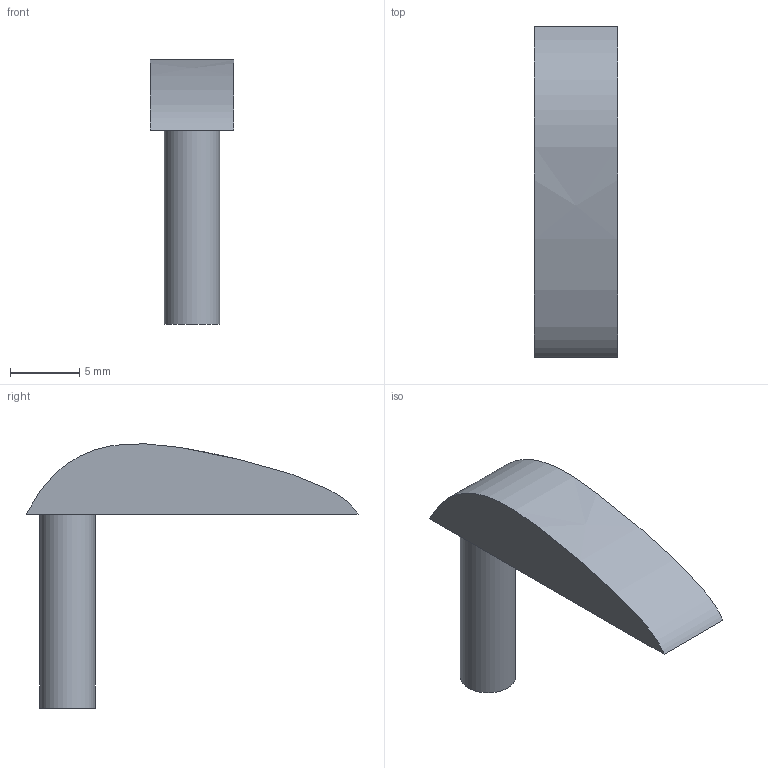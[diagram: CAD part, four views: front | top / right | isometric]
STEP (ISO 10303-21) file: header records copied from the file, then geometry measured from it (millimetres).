
FILE_DESCRIPTION(('FreeCAD Model'),'2;1');
FILE_NAME('Open CASCADE Shape Model','2022-09-04T16:14:17',('Author'),( ''),'Open CASCADE STEP processor 7.5','FreeCAD','Unknown');
FILE_SCHEMA(('AUTOMOTIVE_DESIGN { 1 0 10303 214 1 1 1 1 }'));
Length unit declared in the file: millimetre
Products named in the file (1): Fusion (Mirror #1)001 (Mirror #2)
Bounding box: 6 x 24 x 19.1 mm (x, y, z)
Volume: 694.3 mm3; surface area: 656.3 mm2
Topology: 1 solids, 1 shells, 6 faces, 9 edges, 6 vertices
Faces by surface type: plane 4, extrusion 1, cylinder 1
Full cylindrical faces by diameter (mm): 4 x1
Entity records: 292 total; most frequent: CARTESIAN_POINT 72, DIRECTION 36, VECTOR 20, LINE 19, ORIENTED_EDGE 18, PCURVE 18, DEFINITIONAL_REPRESENTATION 18, EDGE_CURVE 9
